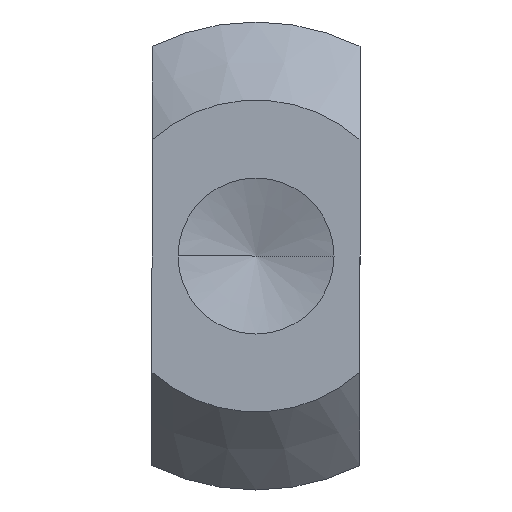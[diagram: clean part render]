
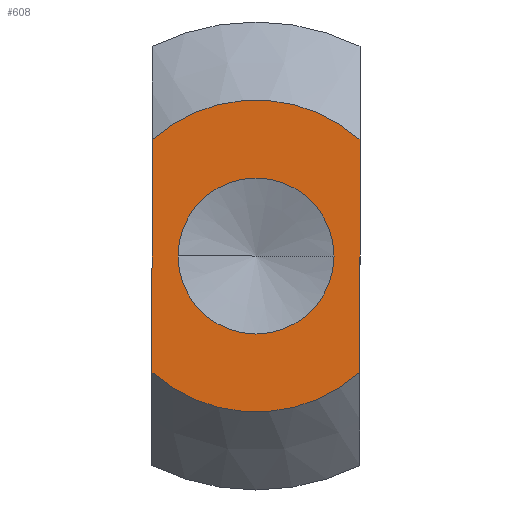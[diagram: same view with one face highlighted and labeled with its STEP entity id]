
A CAD part, front view. The second image highlights one B-rep face of the part: STEP entity #608.
In plain terms, the highlighted planar face has unit normal (0, -1, 0).
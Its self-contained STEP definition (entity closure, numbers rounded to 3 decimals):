
#10 = DIRECTION ( 'NONE',  ( 0., -1., 0. ) ) ;
#17 = LINE ( 'NONE', #263, #213 ) ;
#21 = EDGE_CURVE ( 'NONE', #443, #506, #105, .T. ) ;
#43 = CIRCLE ( 'NONE', #257, 3. ) ;
#61 = DIRECTION ( 'NONE',  ( 0., -1., 0. ) ) ;
#64 = DIRECTION ( 'NONE',  ( -1., 0., 0. ) ) ;
#84 = CARTESIAN_POINT ( 'NONE',  ( 0., -5., 0. ) ) ;
#89 = DIRECTION ( 'NONE',  ( 0., -1., 0. ) ) ;
#99 = EDGE_LOOP ( 'NONE', ( #469, #111 ) ) ;
#100 = EDGE_CURVE ( 'NONE', #169, #120, #17, .T. ) ;
#103 = AXIS2_PLACEMENT_3D ( 'NONE', #84, #190, #230 ) ;
#105 = LINE ( 'NONE', #339, #439 ) ;
#111 = ORIENTED_EDGE ( 'NONE', *, *, #206, .F. ) ;
#120 = VERTEX_POINT ( 'NONE', #204 ) ;
#135 = EDGE_CURVE ( 'NONE', #178, #479, #546, .T. ) ;
#146 = AXIS2_PLACEMENT_3D ( 'NONE', #496, #10, #64 ) ;
#169 = VERTEX_POINT ( 'NONE', #555 ) ;
#170 = CARTESIAN_POINT ( 'NONE',  ( 3., -5., 0. ) ) ;
#178 = VERTEX_POINT ( 'NONE', #466 ) ;
#179 = DIRECTION ( 'NONE',  ( 1., 0., 0. ) ) ;
#183 = ORIENTED_EDGE ( 'NONE', *, *, #378, .T. ) ;
#190 = DIRECTION ( 'NONE',  ( 0., 1., 0. ) ) ;
#192 = ORIENTED_EDGE ( 'NONE', *, *, #100, .T. ) ;
#204 = CARTESIAN_POINT ( 'NONE',  ( -4., -5., -4.472 ) ) ;
#206 = EDGE_CURVE ( 'NONE', #479, #178, #43, .T. ) ;
#211 = DIRECTION ( 'NONE',  ( 0., 0., -1. ) ) ;
#213 = VECTOR ( 'NONE', #211, 1000. ) ;
#230 = DIRECTION ( 'NONE',  ( 1., 0., 0. ) ) ;
#243 = CIRCLE ( 'NONE', #146, 6. ) ;
#257 = AXIS2_PLACEMENT_3D ( 'NONE', #421, #89, #179 ) ;
#263 = CARTESIAN_POINT ( 'NONE',  ( -4., -5., 0. ) ) ;
#274 = AXIS2_PLACEMENT_3D ( 'NONE', #594, #61, #362 ) ;
#276 = CIRCLE ( 'NONE', #465, 6. ) ;
#292 = DIRECTION ( 'NONE',  ( 0., -1., 0. ) ) ;
#333 = CARTESIAN_POINT ( 'NONE',  ( 4., -5., -4.472 ) ) ;
#339 = CARTESIAN_POINT ( 'NONE',  ( 4., -5., 0. ) ) ;
#362 = DIRECTION ( 'NONE',  ( 1., 0., 0. ) ) ;
#378 = EDGE_CURVE ( 'NONE', #120, #443, #276, .T. ) ;
#421 = CARTESIAN_POINT ( 'NONE',  ( 0., -5., 0. ) ) ;
#427 = FACE_BOUND ( 'NONE', #99, .T. ) ;
#439 = VECTOR ( 'NONE', #442, 1000. ) ;
#442 = DIRECTION ( 'NONE',  ( 0., 0., 1. ) ) ;
#443 = VERTEX_POINT ( 'NONE', #333 ) ;
#452 = EDGE_LOOP ( 'NONE', ( #183, #548, #590, #192 ) ) ;
#463 = FACE_OUTER_BOUND ( 'NONE', #452, .T. ) ;
#465 = AXIS2_PLACEMENT_3D ( 'NONE', #525, #292, #480 ) ;
#466 = CARTESIAN_POINT ( 'NONE',  ( -3., -5., 0. ) ) ;
#469 = ORIENTED_EDGE ( 'NONE', *, *, #135, .F. ) ;
#479 = VERTEX_POINT ( 'NONE', #170 ) ;
#480 = DIRECTION ( 'NONE',  ( -1., 0., 0. ) ) ;
#496 = CARTESIAN_POINT ( 'NONE',  ( 0., -5., 0. ) ) ;
#506 = VERTEX_POINT ( 'NONE', #593 ) ;
#525 = CARTESIAN_POINT ( 'NONE',  ( 0., -5., 0. ) ) ;
#546 = CIRCLE ( 'NONE', #274, 3. ) ;
#548 = ORIENTED_EDGE ( 'NONE', *, *, #21, .T. ) ;
#555 = CARTESIAN_POINT ( 'NONE',  ( -4., -5., 4.472 ) ) ;
#569 = EDGE_CURVE ( 'NONE', #506, #169, #243, .T. ) ;
#590 = ORIENTED_EDGE ( 'NONE', *, *, #569, .T. ) ;
#593 = CARTESIAN_POINT ( 'NONE',  ( 4., -5., 4.472 ) ) ;
#594 = CARTESIAN_POINT ( 'NONE',  ( 0., -5., 0. ) ) ;
#608 = ADVANCED_FACE ( 'PLANAR_0', ( #463, #427 ), #619, .F. ) ;
#619 = PLANE ( 'NONE',  #103 ) ;
